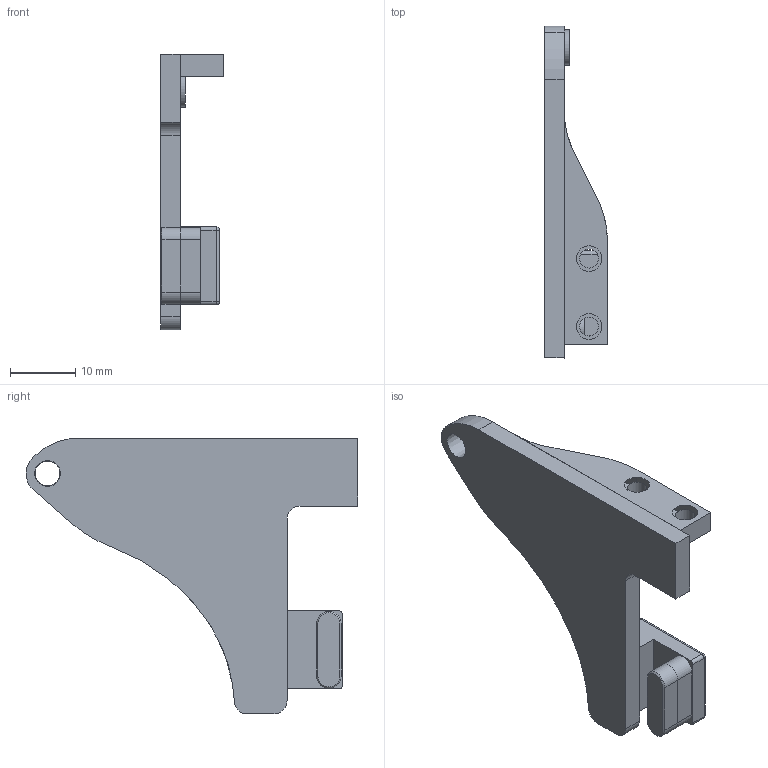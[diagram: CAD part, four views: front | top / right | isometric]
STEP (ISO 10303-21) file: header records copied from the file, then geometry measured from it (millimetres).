
FILE_DESCRIPTION(/* description */ (''),/* implementation_level */ '2;1');
FILE_NAME(/* name */ 'blower_bracket.step',/* time_stamp */ '2019-02-01T21:12:45-05:00',/* author */ (''),/* organization */ (''),/* preprocessor_version */ 'ST-DEVELOPER v17.2',/* originating_system */ 'Autodesk Translation Framework v7.6.0.251',/* authorisation */ '');
FILE_SCHEMA (('AUTOMOTIVE_DESIGN { 1 0 10303 214 3 1 1 }'));
Length unit declared in the file: millimetre
Products named in the file (1): blower_bracket
Bounding box: 9.6 x 50.8 x 42.19 mm (x, y, z)
Volume: 4583.6 mm3; surface area: 4157.9 mm2
Topology: 5 solids, 5 shells, 72 faces, 163 edges, 103 vertices
Faces by surface type: plane 36, cylinder 20, cone 7, bspline 5, sphere 4
Full cylindrical faces by diameter (mm): 2.9 x2, 3.793 x1, 5.393 x1
Entity records: 2237 total; most frequent: CARTESIAN_POINT 571, DIRECTION 336, ORIENTED_EDGE 326, EDGE_CURVE 163, AXIS2_PLACEMENT_3D 119, VERTEX_POINT 103, LINE 98, VECTOR 98
